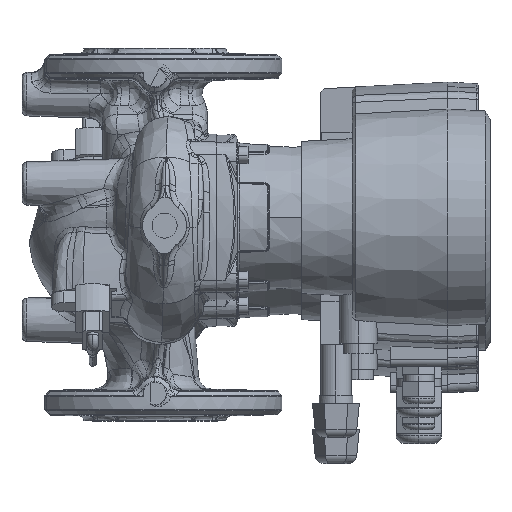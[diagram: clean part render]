
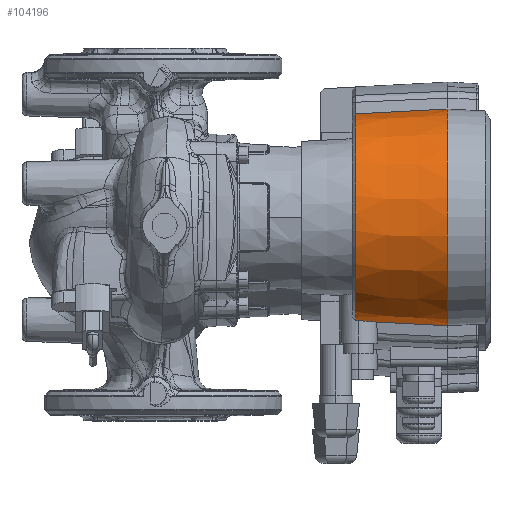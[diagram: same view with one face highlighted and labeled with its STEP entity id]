
A CAD part, top view. The second image highlights one B-rep face of the part: STEP entity #104196.
In plain terms, the highlighted conical face has half-angle 3 degrees and reference radius 64 mm.
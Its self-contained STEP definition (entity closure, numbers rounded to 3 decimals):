
#3866 = CARTESIAN_POINT ( 'NONE',  ( 137.05, 64., 6. ) ) ;
#3882 = CARTESIAN_POINT ( 'NONE',  ( 137.05, -64., 6. ) ) ;
#4073 = CARTESIAN_POINT ( 'NONE',  ( 82.661, 61.15, 6. ) ) ;
#4082 = CARTESIAN_POINT ( 'NONE',  ( 82.661, -60.949, 10.955 ) ) ;
#6649 = CARTESIAN_POINT ( 'NONE',  ( 84.45, -61.031, 11.1 ) ) ;
#6738 = CARTESIAN_POINT ( 'NONE',  ( 93.789, -61.733, 6. ) ) ;
#14795 = CARTESIAN_POINT ( 'NONE',  ( 137.05, 0., 6. ) ) ;
#14797 = FACE_OUTER_BOUND ( 'NONE', #142897, .T. ) ;
#14800 = DIRECTION ( 'NONE',  ( 1., 0., 0. ) ) ;
#14829 = DIRECTION ( 'NONE',  ( 0., -1., 0. ) ) ;
#26811 = CIRCLE ( 'NONE', #26869, 64. ) ;
#26869 = AXIS2_PLACEMENT_3D ( 'NONE', #243586, #243587, #243588 ) ;
#27009 = CIRCLE ( 'NONE', #27048, 61.15 ) ;
#27019 = VECTOR ( 'NONE', #243882, 1000. ) ;
#27033 = VECTOR ( 'NONE', #243877, 1000. ) ;
#27048 = AXIS2_PLACEMENT_3D ( 'NONE', #243888, #243889, #243891 ) ;
#33158 = EDGE_CURVE ( 'NONE', #252032, #251996, #245054, .T. ) ;
#33570 = EDGE_CURVE ( 'NONE', #250940, #250948, #26811, .T. ) ;
#33656 = EDGE_CURVE ( 'NONE', #252032, #250948, #243860, .T. ) ;
#33659 = EDGE_CURVE ( 'NONE', #251030, #250940, #243856, .T. ) ;
#33661 = EDGE_CURVE ( 'NONE', #251030, #251034, #27009, .T. ) ;
#33663 = EDGE_CURVE ( 'NONE', #251996, #251034, #245188, .T. ) ;
#83804 = ORIENTED_EDGE ( 'NONE', *, *, #33656, .T. ) ;
#84539 = ORIENTED_EDGE ( 'NONE', *, *, #33158, .F. ) ;
#84796 = ORIENTED_EDGE ( 'NONE', *, *, #33659, .F. ) ;
#85443 = ORIENTED_EDGE ( 'NONE', *, *, #33663, .F. ) ;
#85524 = ORIENTED_EDGE ( 'NONE', *, *, #33570, .F. ) ;
#85693 = ORIENTED_EDGE ( 'NONE', *, *, #33661, .T. ) ;
#104196 = ADVANCED_FACE ( 'NONE', ( #14797 ), #266231, .T. ) ;
#142897 = EDGE_LOOP ( 'NONE', ( #84796, #85693, #85443, #84539, #83804, #85524 ) ) ;
#241395 = CARTESIAN_POINT ( 'NONE',  ( 92.691, -61.66, 7.494 ) ) ;
#241409 = CARTESIAN_POINT ( 'NONE',  ( 93.283, -61.706, 6.787 ) ) ;
#241420 = CARTESIAN_POINT ( 'NONE',  ( 93.789, -61.733, 6. ) ) ;
#241423 = CARTESIAN_POINT ( 'NONE',  ( 91.677, -61.575, 8.438 ) ) ;
#241426 = CARTESIAN_POINT ( 'NONE',  ( 91.315, -61.543, 8.735 ) ) ;
#241429 = CARTESIAN_POINT ( 'NONE',  ( 90.562, -61.477, 9.277 ) ) ;
#241432 = CARTESIAN_POINT ( 'NONE',  ( 90.172, -61.443, 9.523 ) ) ;
#241435 = CARTESIAN_POINT ( 'NONE',  ( 89.364, -61.373, 9.963 ) ) ;
#241438 = CARTESIAN_POINT ( 'NONE',  ( 88.947, -61.338, 10.159 ) ) ;
#241441 = CARTESIAN_POINT ( 'NONE',  ( 88.085, -61.269, 10.498 ) ) ;
#241444 = CARTESIAN_POINT ( 'NONE',  ( 87.639, -61.235, 10.642 ) ) ;
#241447 = CARTESIAN_POINT ( 'NONE',  ( 86.296, -61.138, 10.984 ) ) ;
#241450 = CARTESIAN_POINT ( 'NONE',  ( 85.383, -61.08, 11.1 ) ) ;
#241453 = CARTESIAN_POINT ( 'NONE',  ( 84.45, -61.031, 11.1 ) ) ;
#243586 = CARTESIAN_POINT ( 'NONE',  ( 137.05, 0., 6. ) ) ;
#243587 = DIRECTION ( 'NONE',  ( 1., 0., 0. ) ) ;
#243588 = DIRECTION ( 'NONE',  ( 0., -1., 0. ) ) ;
#243856 = LINE ( 'NONE', #243878, #27019 ) ;
#243860 = LINE ( 'NONE', #243873, #27033 ) ;
#243873 = CARTESIAN_POINT ( 'NONE',  ( 137.05, -64., 6. ) ) ;
#243877 = DIRECTION ( 'NONE',  ( 0.999, -0.052, 0. ) ) ;
#243878 = CARTESIAN_POINT ( 'NONE',  ( 137.05, 64., 6. ) ) ;
#243882 = DIRECTION ( 'NONE',  ( 0.999, 0.052, 0. ) ) ;
#243884 = CARTESIAN_POINT ( 'NONE',  ( 84.45, -61.031, 11.1 ) ) ;
#243886 = CARTESIAN_POINT ( 'NONE',  ( 83.847, -60.999, 11.1 ) ) ;
#243888 = CARTESIAN_POINT ( 'NONE',  ( 82.661, 0., 6. ) ) ;
#243889 = DIRECTION ( 'NONE',  ( 1., 0., 0. ) ) ;
#243891 = DIRECTION ( 'NONE',  ( 0., -1., 0. ) ) ;
#243894 = CARTESIAN_POINT ( 'NONE',  ( 83.248, -60.972, 11.051 ) ) ;
#243895 = CARTESIAN_POINT ( 'NONE',  ( 82.661, -60.949, 10.955 ) ) ;
#245054 = B_SPLINE_CURVE_WITH_KNOTS ( 'NONE', 3,
 ( #241420, #241409, #241395, #241423, #241426, #241429, #241432, #241435, #241438, #241441, #241444, #241447, #241450, #241453 ),
 .UNSPECIFIED., .F., .F.,
 ( 4, 2, 2, 2, 2, 2, 4 ),
 ( 0., 0.003, 0.004, 0.006, 0.007, 0.008, 0.011 ),
 .UNSPECIFIED. ) ;
#245188 = B_SPLINE_CURVE_WITH_KNOTS ( 'NONE', 3,
 ( #243884, #243886, #243894, #243895 ),
 .UNSPECIFIED., .F., .F.,
 ( 4, 4 ),
 ( 0.011, 0.013 ),
 .UNSPECIFIED. ) ;
#250940 = VERTEX_POINT ( 'NONE', #3866 ) ;
#250948 = VERTEX_POINT ( 'NONE', #3882 ) ;
#251030 = VERTEX_POINT ( 'NONE', #4073 ) ;
#251034 = VERTEX_POINT ( 'NONE', #4082 ) ;
#251996 = VERTEX_POINT ( 'NONE', #6649 ) ;
#252032 = VERTEX_POINT ( 'NONE', #6738 ) ;
#266231 = CONICAL_SURFACE ( 'NONE', #266234, 64., 0.052 ) ;
#266234 = AXIS2_PLACEMENT_3D ( 'NONE', #14795, #14800, #14829 ) ;
